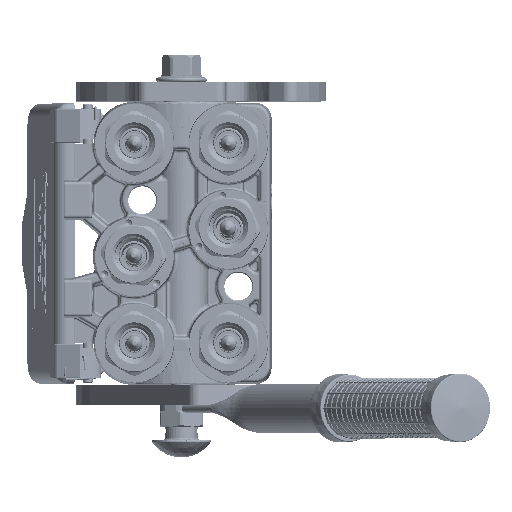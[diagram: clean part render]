
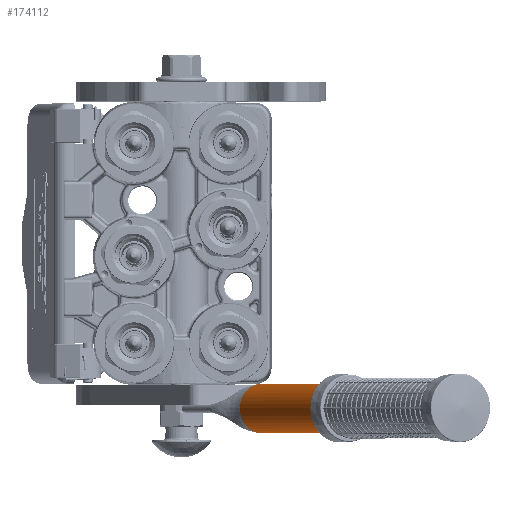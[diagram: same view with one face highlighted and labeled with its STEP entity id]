
A CAD part, top view. The second image highlights one B-rep face of the part: STEP entity #174112.
In plain terms, the highlighted cylindrical face has radius 12.5 mm (diameter 25 mm), a partial arc.
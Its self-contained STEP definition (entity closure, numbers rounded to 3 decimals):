
#1051 = ORIENTED_EDGE ( 'NONE', *, *, #70169, .F. ) ;
#2472 = DIRECTION ( 'NONE',  ( 0., 1., 0. ) ) ;
#4003 = AXIS2_PLACEMENT_3D ( 'NONE', #219876, #97919, #242997 ) ;
#10728 = EDGE_CURVE ( 'NONE', #126322, #18541, #108776, .T. ) ;
#11000 = ORIENTED_EDGE ( 'NONE', *, *, #10728, .F. ) ;
#13559 = LINE ( 'NONE', #74072, #102826 ) ;
#17065 = CARTESIAN_POINT ( 'NONE',  ( -12.426, 0., 1.36 ) ) ;
#17940 = CARTESIAN_POINT ( 'NONE',  ( -12.441, 0.049, 1.219 ) ) ;
#18541 = VERTEX_POINT ( 'NONE', #173606 ) ;
#19720 = CARTESIAN_POINT ( 'NONE',  ( -12.474, 0.155, 0.804 ) ) ;
#21103 = LINE ( 'NONE', #145116, #225039 ) ;
#33476 = FACE_OUTER_BOUND ( 'NONE', #166872, .T. ) ;
#38499 = CARTESIAN_POINT ( 'NONE',  ( -12.468, 0.136, 0.889 ) ) ;
#42902 = CARTESIAN_POINT ( 'NONE',  ( -12.5, 0.24, 0.216 ) ) ;
#43762 = CARTESIAN_POINT ( 'NONE',  ( -12.494, 0.221, 0.449 ) ) ;
#46462 = CARTESIAN_POINT ( 'NONE',  ( 12.456, 0.096, 1.087 ) ) ;
#47348 = CARTESIAN_POINT ( 'NONE',  ( 12.5, 0.24, 0. ) ) ;
#59027 = CARTESIAN_POINT ( 'NONE',  ( -12.478, 0.167, 0.748 ) ) ;
#62477 = CARTESIAN_POINT ( 'NONE',  ( 12.494, 0.22, 0.394 ) ) ;
#67833 = CARTESIAN_POINT ( 'NONE',  ( 12.472, 0.146, 0.859 ) ) ;
#68698 = CARTESIAN_POINT ( 'NONE',  ( 12.488, 0.202, 0.541 ) ) ;
#70169 = EDGE_CURVE ( 'NONE', #18541, #174899, #13559, .T. ) ;
#72410 = DIRECTION ( 'NONE',  ( -0.994, 0., 0.109 ) ) ;
#73586 = CARTESIAN_POINT ( 'NONE',  ( 12.5, 198., 0. ) ) ;
#74072 = CARTESIAN_POINT ( 'NONE',  ( -12.5, 0.24, 0. ) ) ;
#79140 = CARTESIAN_POINT ( 'NONE',  ( 12.5, 0.24, 0. ) ) ;
#82095 = CARTESIAN_POINT ( 'NONE',  ( 12.499, 0.235, 0.221 ) ) ;
#95975 = EDGE_CURVE ( 'NONE', #126322, #121616, #261809, .T. ) ;
#97007 = AXIS2_PLACEMENT_3D ( 'NONE', #172983, #192538, #133826 ) ;
#97919 = DIRECTION ( 'NONE',  ( 0., 1., 0. ) ) ;
#98246 = CARTESIAN_POINT ( 'NONE',  ( -12.467, 0.131, 0.91 ) ) ;
#100245 = CIRCLE ( 'NONE', #206002, 12.5 ) ;
#102826 = VECTOR ( 'NONE', #214786, 1000. ) ;
#107985 = CARTESIAN_POINT ( 'NONE',  ( 12.492, 0.214, 0.452 ) ) ;
#108776 = B_SPLINE_CURVE_WITH_KNOTS ( 'NONE', 3,
 ( #17065, #17940, #183682, #160553, #263664, #141889, #201452, #98246, #38499, #181028, #19720, #59027, #143648, #43762, #42902, #124909 ),
 .UNSPECIFIED., .F., .F.,
 ( 4, 2, 1, 2, 2, 1, 2, 2, 4 ),
 ( 0., 0.25, 0.312, 0.328, 0.344, 0.375, 0.437, 0.5, 1. ),
 .UNSPECIFIED. ) ;
#110035 = CYLINDRICAL_SURFACE ( 'NONE', #97007, 12.5 ) ;
#120030 = EDGE_CURVE ( 'NONE', #152618, #217994, #21103, .T. ) ;
#121616 = VERTEX_POINT ( 'NONE', #175256 ) ;
#122873 = EDGE_CURVE ( 'NONE', #121616, #165090, #100245, .T. ) ;
#124909 = CARTESIAN_POINT ( 'NONE',  ( -12.5, 0.24, 0. ) ) ;
#126322 = VERTEX_POINT ( 'NONE', #136296 ) ;
#128482 = CARTESIAN_POINT ( 'NONE',  ( 12.426, 0., 1.36 ) ) ;
#130398 = DIRECTION ( 'NONE',  ( 0., 1., 0. ) ) ;
#133826 = DIRECTION ( 'NONE',  ( 1., 0., 0. ) ) ;
#134637 = ORIENTED_EDGE ( 'NONE', *, *, #253231, .F. ) ;
#136296 = CARTESIAN_POINT ( 'NONE',  ( -12.426, 0., 1.36 ) ) ;
#136869 = ORIENTED_EDGE ( 'NONE', *, *, #122873, .T. ) ;
#138370 = DIRECTION ( 'NONE',  ( 0., 1., 0. ) ) ;
#141320 = ORIENTED_EDGE ( 'NONE', *, *, #147453, .F. ) ;
#141889 = CARTESIAN_POINT ( 'NONE',  ( -12.466, 0.127, 0.927 ) ) ;
#142517 = AXIS2_PLACEMENT_3D ( 'NONE', #218468, #138370, #178421 ) ;
#142722 = CARTESIAN_POINT ( 'NONE',  ( 12.484, 0.186, 0.638 ) ) ;
#143648 = CARTESIAN_POINT ( 'NONE',  ( -12.479, 0.172, 0.721 ) ) ;
#144196 = ORIENTED_EDGE ( 'NONE', *, *, #95975, .T. ) ;
#145116 = CARTESIAN_POINT ( 'NONE',  ( 12.5, 0.24, 0. ) ) ;
#147453 = EDGE_CURVE ( 'NONE', #174899, #217994, #174746, .T. ) ;
#152618 = VERTEX_POINT ( 'NONE', #79140 ) ;
#152718 = ORIENTED_EDGE ( 'NONE', *, *, #120030, .T. ) ;
#160553 = CARTESIAN_POINT ( 'NONE',  ( -12.461, 0.114, 0.981 ) ) ;
#165090 = VERTEX_POINT ( 'NONE', #223947 ) ;
#166872 = EDGE_LOOP ( 'NONE', ( #152718, #141320, #1051, #11000, #144196, #136869, #134637 ) ) ;
#168511 = CARTESIAN_POINT ( 'NONE',  ( 12.481, 0.178, 0.688 ) ) ;
#172983 = CARTESIAN_POINT ( 'NONE',  ( 0., 0., 0. ) ) ;
#173606 = CARTESIAN_POINT ( 'NONE',  ( -12.5, 0.24, 0. ) ) ;
#174112 = ADVANCED_FACE ( 'NONE', ( #33476 ), #110035, .T. ) ;
#174746 = CIRCLE ( 'NONE', #142517, 12.5 ) ;
#174899 = VERTEX_POINT ( 'NONE', #195361 ) ;
#175256 = CARTESIAN_POINT ( 'NONE',  ( 0., 0., 12.5 ) ) ;
#178421 = DIRECTION ( 'NONE',  ( -1., 0., 0. ) ) ;
#181028 = CARTESIAN_POINT ( 'NONE',  ( -12.471, 0.146, 0.847 ) ) ;
#183682 = CARTESIAN_POINT ( 'NONE',  ( -12.452, 0.083, 1.1 ) ) ;
#192538 = DIRECTION ( 'NONE',  ( 0., -1., 0. ) ) ;
#195361 = CARTESIAN_POINT ( 'NONE',  ( -12.5, 198., 0. ) ) ;
#201452 = CARTESIAN_POINT ( 'NONE',  ( -12.466, 0.13, 0.917 ) ) ;
#204916 = CARTESIAN_POINT ( 'NONE',  ( 12.481, 0.178, 0.683 ) ) ;
#206002 = AXIS2_PLACEMENT_3D ( 'NONE', #252235, #130398, #72410 ) ;
#214786 = DIRECTION ( 'NONE',  ( 0., 1., 0. ) ) ;
#217994 = VERTEX_POINT ( 'NONE', #73586 ) ;
#218468 = CARTESIAN_POINT ( 'NONE',  ( 0., 198., 0. ) ) ;
#219876 = CARTESIAN_POINT ( 'NONE',  ( 0., 0., 0. ) ) ;
#223947 = CARTESIAN_POINT ( 'NONE',  ( 12.426, 0., 1.36 ) ) ;
#224490 = CARTESIAN_POINT ( 'NONE',  ( 12.482, 0.18, 0.676 ) ) ;
#225039 = VECTOR ( 'NONE', #2472, 1000. ) ;
#225338 = CARTESIAN_POINT ( 'NONE',  ( 12.482, 0.182, 0.665 ) ) ;
#227450 = B_SPLINE_CURVE_WITH_KNOTS ( 'NONE', 3,
 ( #47348, #250336, #82095, #62477, #107985, #68698, #245869, #142722, #225338, #224490, #204916, #168511, #67833, #46462, #128482 ),
 .UNSPECIFIED., .F., .F.,
 ( 4, 2, 2, 1, 1, 1, 2, 2, 4 ),
 ( 0., 0.25, 0.375, 0.437, 0.469, 0.484, 0.492, 0.5, 1. ),
 .UNSPECIFIED. ) ;
#242997 = DIRECTION ( 'NONE',  ( -0.994, 0., 0.109 ) ) ;
#245869 = CARTESIAN_POINT ( 'NONE',  ( 12.486, 0.195, 0.586 ) ) ;
#250336 = CARTESIAN_POINT ( 'NONE',  ( 12.5, 0.24, 0.108 ) ) ;
#252235 = CARTESIAN_POINT ( 'NONE',  ( 0., 0., 0. ) ) ;
#253231 = EDGE_CURVE ( 'NONE', #152618, #165090, #227450, .T. ) ;
#261809 = CIRCLE ( 'NONE', #4003, 12.5 ) ;
#263664 = CARTESIAN_POINT ( 'NONE',  ( -12.464, 0.121, 0.953 ) ) ;
